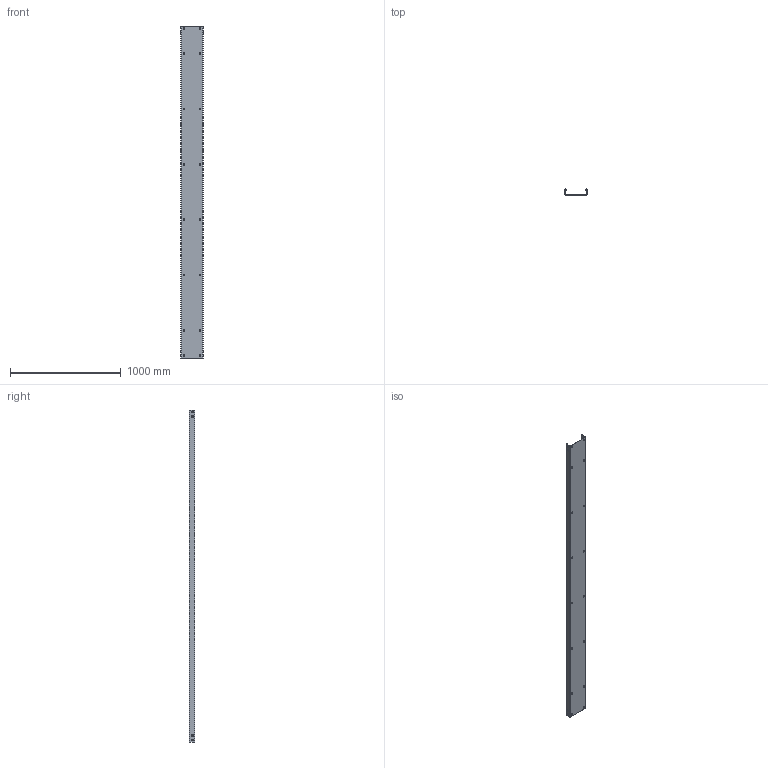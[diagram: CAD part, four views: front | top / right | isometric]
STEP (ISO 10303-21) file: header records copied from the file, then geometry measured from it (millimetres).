
FILE_DESCRIPTION((''),'2;1');
FILE_NAME('355220_PRT','2019-03-08T14:24:23',('tomasz.grudniewski'),(''),'CREO PARAMETRIC BY PTC INC, 2018500','CREO PARAMETRIC BY PTC INC, 2018500','');
FILE_SCHEMA(('CONFIG_CONTROL_DESIGN'));
Length unit declared in the file: millimetre
Products named in the file (1): 355220_PRT
Bounding box: 200 x 50 x 3000 mm (x, y, z)
Volume: 1441786.9 mm3; surface area: 1934321.7 mm2
Topology: 1 solids, 1 shells, 182 faces, 492 edges, 312 vertices
Faces by surface type: plane 106, cylinder 76
Entity records: 5850 total; most frequent: DIRECTION 1008, CARTESIAN_POINT 986, ORIENTED_EDGE 984, EDGE_CURVE 492, VECTOR 340, LINE 340, AXIS2_PLACEMENT_3D 334, VERTEX_POINT 312
